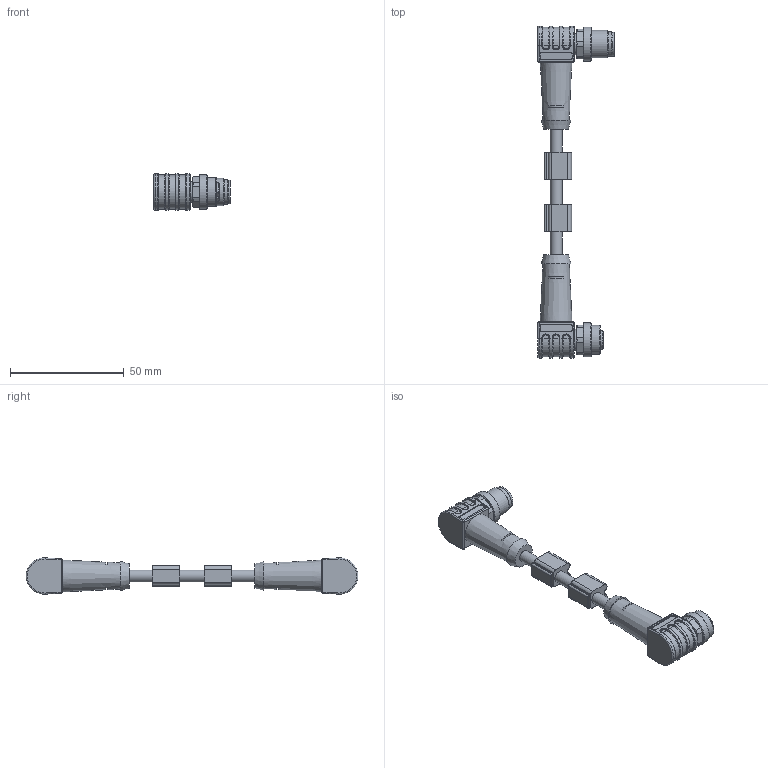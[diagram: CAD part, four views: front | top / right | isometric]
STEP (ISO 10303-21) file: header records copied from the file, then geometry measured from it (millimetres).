
FILE_DESCRIPTION(/* description */ (''),/* implementation_level */ '2;1');
FILE_NAME(/* name */ 'PB-WWAKSW2-m-PB-WWASSW2.stp',/* time_stamp */ '2018-07-18T17:18:58+02:00',/* author */ (''),/* organization */ (''),/* preprocessor_version */ 'ST-DEVELOPER v16',/* originating_system */ 'SIEMENS PLM Software NX 10.0',/* authorisation */ '');
FILE_SCHEMA (('AUTOMOTIVE_DESIGN { 1 0 10303 214 3 1 1 1 }'));
Length unit declared in the file: millimetre
Products named in the file (1): PB-WWAKSW2-m-PB-WWASSW2
Bounding box: 33.5 x 145.94 x 15.97 mm (x, y, z)
Volume: 20186.6 mm3; surface area: 9706.8 mm2
Topology: 1 solids, 1 shells, 628 faces, 1565 edges, 981 vertices
Faces by surface type: plane 233, cylinder 228, extrusion 57, torus 40, bspline 30, cone 28, sphere 12
Full cylindrical faces by diameter (mm): 1 x4, 1.15 x4, 5.2 x3, 8.3 x1, 9.3 x2, 10.5 x1, 10.8 x1, 10.95 x1, 12 x1, 12.3 x1, 12.8 x1, 15 x2
Entity records: 19737 total; most frequent: CARTESIAN_POINT 5128, DIRECTION 3007, ORIENTED_EDGE 2982, EDGE_CURVE 1491, AXIS2_PLACEMENT_3D 1094, VERTEX_POINT 960, VECTOR 819, LINE 762
